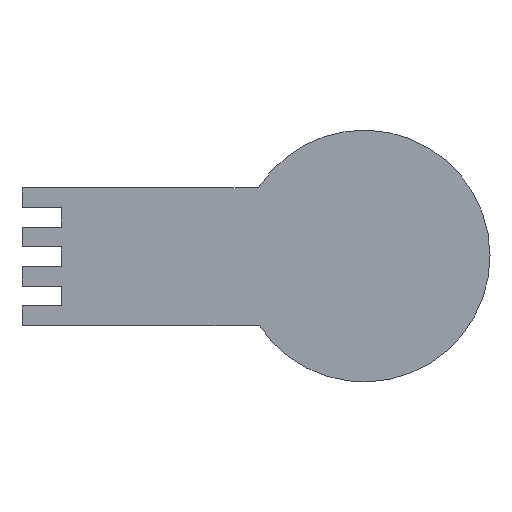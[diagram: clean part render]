
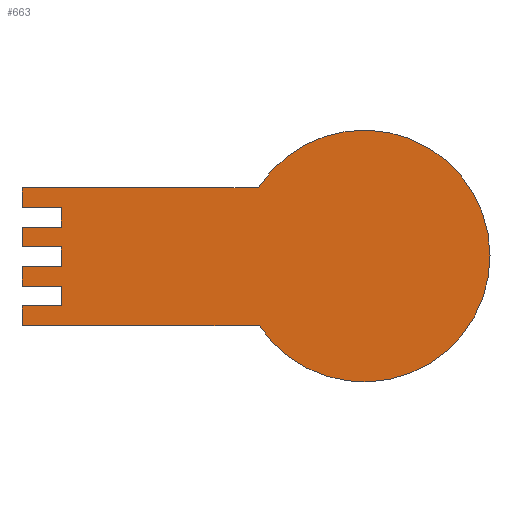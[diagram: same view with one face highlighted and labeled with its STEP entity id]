
A CAD part, top view. The second image highlights one B-rep face of the part: STEP entity #663.
In plain terms, the highlighted planar face has unit normal (0, 0, 1).
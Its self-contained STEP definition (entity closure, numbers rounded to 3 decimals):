
#52 = VERTEX_POINT('',#53);
#53 = CARTESIAN_POINT('',(0.,0.,0.051));
#59 = EDGE_CURVE('',#52,#60,#62,.T.);
#60 = VERTEX_POINT('',#61);
#61 = CARTESIAN_POINT('',(0.,2.5,0.051));
#62 = LINE('',#63,#64);
#63 = CARTESIAN_POINT('',(0.,0.,0.051));
#64 = VECTOR('',#65,1.);
#65 = DIRECTION('',(0.,1.,0.));
#90 = EDGE_CURVE('',#60,#91,#93,.T.);
#91 = VERTEX_POINT('',#92);
#92 = CARTESIAN_POINT('',(5.,2.5,0.051));
#93 = LINE('',#94,#95);
#94 = CARTESIAN_POINT('',(0.,2.5,0.051));
#95 = VECTOR('',#96,1.);
#96 = DIRECTION('',(1.,0.,0.));
#121 = EDGE_CURVE('',#91,#122,#124,.T.);
#122 = VERTEX_POINT('',#123);
#123 = CARTESIAN_POINT('',(5.,5.,0.051));
#124 = LINE('',#125,#126);
#125 = CARTESIAN_POINT('',(5.,2.5,0.051));
#126 = VECTOR('',#127,1.);
#127 = DIRECTION('',(0.,1.,0.));
#152 = EDGE_CURVE('',#122,#153,#155,.T.);
#153 = VERTEX_POINT('',#154);
#154 = CARTESIAN_POINT('',(0.,5.,0.051));
#155 = LINE('',#156,#157);
#156 = CARTESIAN_POINT('',(5.,5.,0.051));
#157 = VECTOR('',#158,1.);
#158 = DIRECTION('',(-1.,0.,0.));
#183 = EDGE_CURVE('',#153,#184,#186,.T.);
#184 = VERTEX_POINT('',#185);
#185 = CARTESIAN_POINT('',(0.,7.5,0.051));
#186 = LINE('',#187,#188);
#187 = CARTESIAN_POINT('',(0.,5.,0.051));
#188 = VECTOR('',#189,1.);
#189 = DIRECTION('',(0.,1.,0.));
#214 = EDGE_CURVE('',#184,#215,#217,.T.);
#215 = VERTEX_POINT('',#216);
#216 = CARTESIAN_POINT('',(5.,7.5,0.051));
#217 = LINE('',#218,#219);
#218 = CARTESIAN_POINT('',(0.,7.5,0.051));
#219 = VECTOR('',#220,1.);
#220 = DIRECTION('',(1.,0.,0.));
#245 = EDGE_CURVE('',#215,#246,#248,.T.);
#246 = VERTEX_POINT('',#247);
#247 = CARTESIAN_POINT('',(5.,10.,0.051));
#248 = LINE('',#249,#250);
#249 = CARTESIAN_POINT('',(5.,7.5,0.051));
#250 = VECTOR('',#251,1.);
#251 = DIRECTION('',(0.,1.,0.));
#276 = EDGE_CURVE('',#246,#277,#279,.T.);
#277 = VERTEX_POINT('',#278);
#278 = CARTESIAN_POINT('',(0.,10.,0.051));
#279 = LINE('',#280,#281);
#280 = CARTESIAN_POINT('',(5.,10.,0.051));
#281 = VECTOR('',#282,1.);
#282 = DIRECTION('',(-1.,0.,0.));
#307 = EDGE_CURVE('',#277,#308,#310,.T.);
#308 = VERTEX_POINT('',#309);
#309 = CARTESIAN_POINT('',(0.,12.5,0.051));
#310 = LINE('',#311,#312);
#311 = CARTESIAN_POINT('',(0.,10.,0.051));
#312 = VECTOR('',#313,1.);
#313 = DIRECTION('',(0.,1.,0.));
#338 = EDGE_CURVE('',#308,#339,#341,.T.);
#339 = VERTEX_POINT('',#340);
#340 = CARTESIAN_POINT('',(5.,12.5,0.051));
#341 = LINE('',#342,#343);
#342 = CARTESIAN_POINT('',(0.,12.5,0.051));
#343 = VECTOR('',#344,1.);
#344 = DIRECTION('',(1.,0.,0.));
#369 = EDGE_CURVE('',#339,#370,#372,.T.);
#370 = VERTEX_POINT('',#371);
#371 = CARTESIAN_POINT('',(5.,15.,0.051));
#372 = LINE('',#373,#374);
#373 = CARTESIAN_POINT('',(5.,12.5,0.051));
#374 = VECTOR('',#375,1.);
#375 = DIRECTION('',(0.,1.,0.));
#400 = EDGE_CURVE('',#370,#401,#403,.T.);
#401 = VERTEX_POINT('',#402);
#402 = CARTESIAN_POINT('',(0.,15.,0.051));
#403 = LINE('',#404,#405);
#404 = CARTESIAN_POINT('',(5.,15.,0.051));
#405 = VECTOR('',#406,1.);
#406 = DIRECTION('',(-1.,0.,0.));
#431 = EDGE_CURVE('',#401,#432,#434,.T.);
#432 = VERTEX_POINT('',#433);
#433 = CARTESIAN_POINT('',(0.,17.5,0.051));
#434 = LINE('',#435,#436);
#435 = CARTESIAN_POINT('',(0.,15.,0.051));
#436 = VECTOR('',#437,1.);
#437 = DIRECTION('',(0.,1.,0.));
#462 = EDGE_CURVE('',#432,#463,#465,.T.);
#463 = VERTEX_POINT('',#464);
#464 = CARTESIAN_POINT('',(5.,17.5,0.051));
#465 = LINE('',#466,#467);
#466 = CARTESIAN_POINT('',(0.,17.5,0.051));
#467 = VECTOR('',#468,1.);
#468 = DIRECTION('',(1.,0.,0.));
#493 = EDGE_CURVE('',#463,#494,#496,.T.);
#494 = VERTEX_POINT('',#495);
#495 = CARTESIAN_POINT('',(30.,17.5,0.051));
#496 = LINE('',#497,#498);
#497 = CARTESIAN_POINT('',(5.,17.5,0.051));
#498 = VECTOR('',#499,1.);
#499 = DIRECTION('',(1.,0.,0.));
#524 = EDGE_CURVE('',#494,#525,#527,.T.);
#525 = VERTEX_POINT('',#526);
#526 = CARTESIAN_POINT('',(30.029,17.51,0.051));
#527 = LINE('',#528,#529);
#528 = CARTESIAN_POINT('',(30.,17.5,0.051));
#529 = VECTOR('',#530,1.);
#530 = DIRECTION('',(0.945,0.326,0.));
#555 = EDGE_CURVE('',#525,#556,#558,.T.);
#556 = VERTEX_POINT('',#557);
#557 = CARTESIAN_POINT('',(30.14,0.,0.051));
#558 = CIRCLE('',#559,15.997);
#559 = AXIS2_PLACEMENT_3D('',#560,#561,#562);
#560 = CARTESIAN_POINT('',(43.472,8.84,0.051));
#561 = DIRECTION('',(0.,0.,-1.));
#562 = DIRECTION('',(-0.84,0.542,-0.));
#588 = EDGE_CURVE('',#556,#589,#591,.T.);
#589 = VERTEX_POINT('',#590);
#590 = CARTESIAN_POINT('',(5.,0.,0.051));
#591 = LINE('',#592,#593);
#592 = CARTESIAN_POINT('',(30.14,0.,0.051));
#593 = VECTOR('',#594,1.);
#594 = DIRECTION('',(-1.,0.,0.));
#619 = EDGE_CURVE('',#589,#52,#620,.T.);
#620 = LINE('',#621,#622);
#621 = CARTESIAN_POINT('',(5.,0.,0.051));
#622 = VECTOR('',#623,1.);
#623 = DIRECTION('',(-1.,0.,0.));
#663 = ADVANCED_FACE('',(#664),#685,.F.);
#664 = FACE_BOUND('',#665,.F.);
#665 = EDGE_LOOP('',(#666,#667,#668,#669,#670,#671,#672,#673,#674,#675,
    #676,#677,#678,#679,#680,#681,#682,#683,#684));
#666 = ORIENTED_EDGE('',*,*,#59,.T.);
#667 = ORIENTED_EDGE('',*,*,#90,.T.);
#668 = ORIENTED_EDGE('',*,*,#121,.T.);
#669 = ORIENTED_EDGE('',*,*,#152,.T.);
#670 = ORIENTED_EDGE('',*,*,#183,.T.);
#671 = ORIENTED_EDGE('',*,*,#214,.T.);
#672 = ORIENTED_EDGE('',*,*,#245,.T.);
#673 = ORIENTED_EDGE('',*,*,#276,.T.);
#674 = ORIENTED_EDGE('',*,*,#307,.T.);
#675 = ORIENTED_EDGE('',*,*,#338,.T.);
#676 = ORIENTED_EDGE('',*,*,#369,.T.);
#677 = ORIENTED_EDGE('',*,*,#400,.T.);
#678 = ORIENTED_EDGE('',*,*,#431,.T.);
#679 = ORIENTED_EDGE('',*,*,#462,.T.);
#680 = ORIENTED_EDGE('',*,*,#493,.T.);
#681 = ORIENTED_EDGE('',*,*,#524,.T.);
#682 = ORIENTED_EDGE('',*,*,#555,.T.);
#683 = ORIENTED_EDGE('',*,*,#588,.T.);
#684 = ORIENTED_EDGE('',*,*,#619,.T.);
#685 = PLANE('',#686);
#686 = AXIS2_PLACEMENT_3D('',#687,#688,#689);
#687 = CARTESIAN_POINT('',(24.149,8.787,0.051)
  );
#688 = DIRECTION('',(-0.,-0.,-1.));
#689 = DIRECTION('',(-1.,0.,0.));
